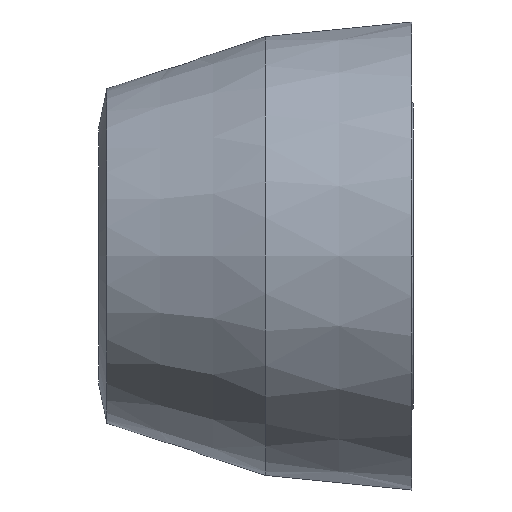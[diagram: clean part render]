
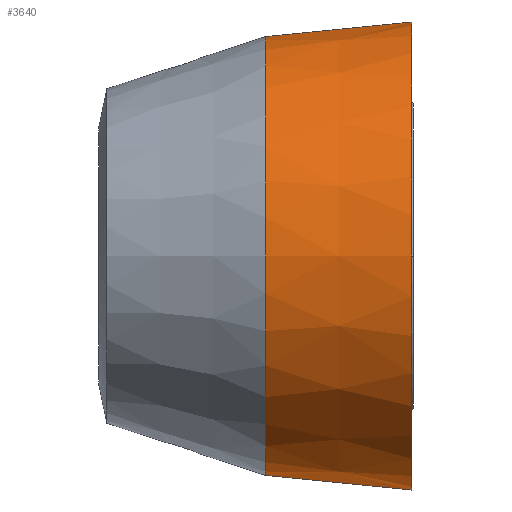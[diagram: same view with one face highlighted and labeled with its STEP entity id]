
A CAD part, front view. The second image highlights one B-rep face of the part: STEP entity #3640.
In plain terms, the highlighted conical face has half-angle 5.711 degrees and reference radius 56 mm.
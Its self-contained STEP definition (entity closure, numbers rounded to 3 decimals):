
#138 = VERTEX_POINT ( 'NONE', #1015 ) ;
#202 = ORIENTED_EDGE ( 'NONE', *, *, #846, .F. ) ;
#262 = DIRECTION ( 'NONE',  ( 0., 0., -1. ) ) ;
#562 = ORIENTED_EDGE ( 'NONE', *, *, #1262, .T. ) ;
#766 = DIRECTION ( 'NONE',  ( 1., 0., 0. ) ) ;
#789 = DIRECTION ( 'NONE',  ( 0.995, 0., 0.1 ) ) ;
#846 = EDGE_CURVE ( 'NONE', #1744, #1846, #3589, .T. ) ;
#890 = CARTESIAN_POINT ( 'NONE',  ( 13.27, 1.721, 78.509 ) ) ;
#903 = EDGE_CURVE ( 'NONE', #1744, #138, #2639, .T. ) ;
#984 = CARTESIAN_POINT ( 'NONE',  ( 13.27, 1.721, 22.509 ) ) ;
#1015 = CARTESIAN_POINT ( 'NONE',  ( 13.27, 1.721, -33.491 ) ) ;
#1056 = AXIS2_PLACEMENT_3D ( 'NONE', #984, #766, #262 ) ;
#1262 = EDGE_CURVE ( 'NONE', #138, #1468, #3272, .T. ) ;
#1411 = VECTOR ( 'NONE', #789, 1000. ) ;
#1468 = VERTEX_POINT ( 'NONE', #1869 ) ;
#1533 = CARTESIAN_POINT ( 'NONE',  ( -21.73, 1.721, 75.009 ) ) ;
#1549 = LINE ( 'NONE', #890, #1411 ) ;
#1642 = ORIENTED_EDGE ( 'NONE', *, *, #2043, .F. ) ;
#1699 = CARTESIAN_POINT ( 'NONE',  ( -21.73, 1.721, -29.991 ) ) ;
#1744 = VERTEX_POINT ( 'NONE', #1699 ) ;
#1806 = CARTESIAN_POINT ( 'NONE',  ( -21.73, 1.721, 22.509 ) ) ;
#1846 = VERTEX_POINT ( 'NONE', #1533 ) ;
#1869 = CARTESIAN_POINT ( 'NONE',  ( 13.27, 1.721, 78.509 ) ) ;
#1952 = CONICAL_SURFACE ( 'NONE', #1056, 56., 0.1 ) ;
#2008 = DIRECTION ( 'NONE',  ( 0., 0., 1. ) ) ;
#2043 = EDGE_CURVE ( 'NONE', #1846, #1468, #1549, .T. ) ;
#2046 = CARTESIAN_POINT ( 'NONE',  ( 13.27, 1.721, -33.491 ) ) ;
#2162 = ORIENTED_EDGE ( 'NONE', *, *, #903, .T. ) ;
#2312 = AXIS2_PLACEMENT_3D ( 'NONE', #1806, #2834, #2008 ) ;
#2603 = DIRECTION ( 'NONE',  ( 0.995, 0., -0.1 ) ) ;
#2639 = LINE ( 'NONE', #2046, #2684 ) ;
#2684 = VECTOR ( 'NONE', #2603, 1000. ) ;
#2798 = AXIS2_PLACEMENT_3D ( 'NONE', #3406, #3415, #3424 ) ;
#2834 = DIRECTION ( 'NONE',  ( -1., 0., 0. ) ) ;
#2907 = EDGE_LOOP ( 'NONE', ( #1642, #202, #2162, #562 ) ) ;
#3150 = FACE_OUTER_BOUND ( 'NONE', #2907, .T. ) ;
#3272 = CIRCLE ( 'NONE', #2798, 56. ) ;
#3406 = CARTESIAN_POINT ( 'NONE',  ( 13.27, 1.721, 22.509 ) ) ;
#3415 = DIRECTION ( 'NONE',  ( -1., 0., 0. ) ) ;
#3424 = DIRECTION ( 'NONE',  ( 0., 0., 1. ) ) ;
#3589 = CIRCLE ( 'NONE', #2312, 52.5 ) ;
#3640 = ADVANCED_FACE ( 'NONE', ( #3150 ), #1952, .T. ) ;
